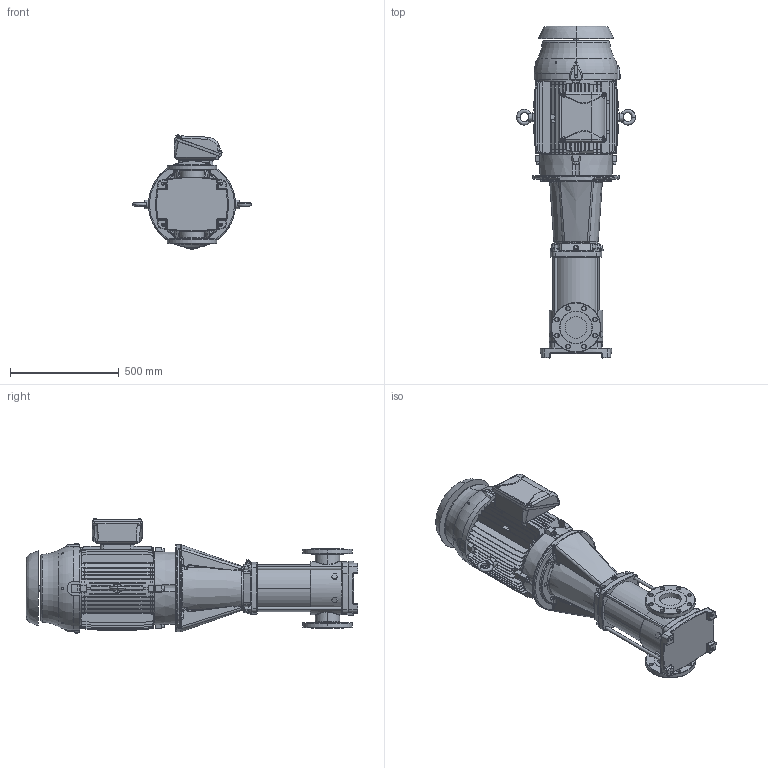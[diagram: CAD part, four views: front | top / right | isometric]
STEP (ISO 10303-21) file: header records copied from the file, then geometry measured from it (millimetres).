
FILE_DESCRIPTION (( 'STEP AP203' ), '1' );
FILE_NAME ('3303138 - MVI-320-3_1-40 HP-324TSC-304-E-230_460~3.step', '2022-03-30T20:08:23', ( '' ), ( '' ), 'SwSTEP 2.0', 'SolidWorks 2021', '' );
FILE_SCHEMA (( 'CONFIG_CONTROL_DESIGN' ));
Length unit declared in the file: inch
Products named in the file (5): 2704072 - NEMA V2 40HP 324_6TSC 230_460~3 TEFC; MVI PEO - [304-EPDM]_3304138 - MVI-320-3_1-40 HP-324TSC-304-E-S; 3303138 - MVI-320-3_1-40 HP-324TSC-304-E-230_460~3; TEFC MOTOR_2704072 - NEMA V2 40HP 324_6TSC 230_460~3 TEFC; 3304138 - MVI-320-3_1-40 HP-324TSC-304-E-S
Assembly tree (4 placements, depth 3):
  3303138 - MVI-320-3_1-40 HP-324TSC-304-E-230_460~3
    MVI PEO - [304-EPDM]_3304138 - MVI-320-3_1-40 HP-324TSC-304-E-S
      3304138 - MVI-320-3_1-40 HP-324TSC-304-E-S
    TEFC MOTOR_2704072 - NEMA V2 40HP 324_6TSC 230_460~3 TEFC
      2704072 - NEMA V2 40HP 324_6TSC 230_460~3 TEFC
Bounding box: 546 x 1525.1 x 525.98 mm (x, y, z)
Volume: 111056696.4 mm3; surface area: 3645822.2 mm2
Topology: 2 solids, 15 shells, 2804 faces, 7396 edges, 4708 vertices
Faces by surface type: cylinder 955, plane 913, bspline 384, cone 317, torus 197, sphere 38
Entity records: 125049 total; most frequent: CARTESIAN_POINT 58854, ORIENTED_EDGE 14666, DIRECTION 12624, EDGE_CURVE 7333, AXIS2_PLACEMENT_3D 5049, VERTEX_POINT 4704, EDGE_LOOP 3015, FACE_OUTER_BOUND 2802
